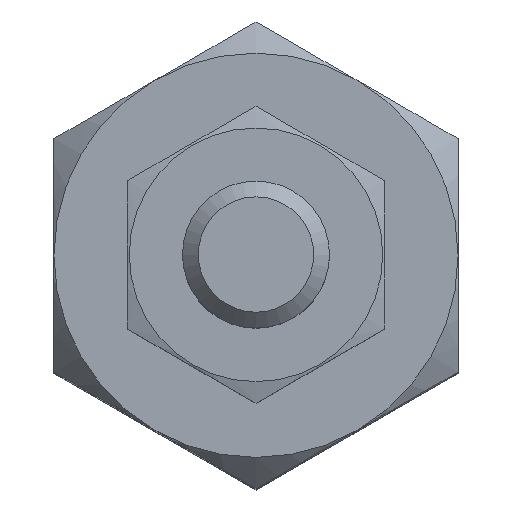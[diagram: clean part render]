
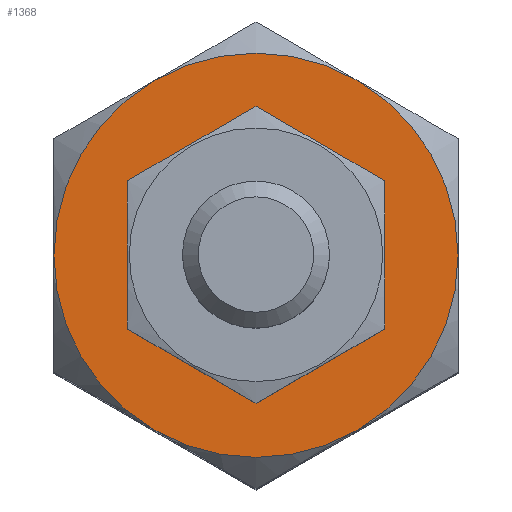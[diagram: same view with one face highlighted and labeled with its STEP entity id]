
A CAD part, top view. The second image highlights one B-rep face of the part: STEP entity #1368.
In plain terms, the highlighted planar face has unit normal (0, 0, 1).
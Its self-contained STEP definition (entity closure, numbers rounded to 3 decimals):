
#151=PLANE('',#1553);
#200=CIRCLE('',#1544,5.5);
#201=CIRCLE('',#1546,5.5);
#202=CIRCLE('',#1548,5.5);
#203=CIRCLE('',#1550,5.5);
#204=CIRCLE('',#1552,5.5);
#205=CIRCLE('',#1554,3.);
#206=CIRCLE('',#1555,5.5);
#299=ORIENTED_EDGE('',*,*,#667,.T.);
#300=ORIENTED_EDGE('',*,*,#660,.F.);
#301=ORIENTED_EDGE('',*,*,#656,.F.);
#302=ORIENTED_EDGE('',*,*,#654,.F.);
#303=ORIENTED_EDGE('',*,*,#668,.F.);
#304=ORIENTED_EDGE('',*,*,#665,.F.);
#305=ORIENTED_EDGE('',*,*,#662,.F.);
#654=EDGE_CURVE('',#834,#833,#200,.T.);
#656=EDGE_CURVE('',#833,#836,#201,.T.);
#660=EDGE_CURVE('',#836,#838,#202,.T.);
#662=EDGE_CURVE('',#838,#840,#203,.T.);
#665=EDGE_CURVE('',#840,#842,#204,.T.);
#667=EDGE_CURVE('',#843,#843,#205,.T.);
#668=EDGE_CURVE('',#842,#834,#206,.T.);
#833=VERTEX_POINT('',#2196);
#834=VERTEX_POINT('',#2201);
#836=VERTEX_POINT('',#2210);
#838=VERTEX_POINT('',#2223);
#840=VERTEX_POINT('',#2236);
#842=VERTEX_POINT('',#2248);
#843=VERTEX_POINT('',#2256);
#1029=EDGE_LOOP('',(#299));
#1030=EDGE_LOOP('',(#300,#301,#302,#303,#304,#305));
#1177=FACE_BOUND('',#1029,.T.);
#1178=FACE_BOUND('',#1030,.T.);
#1368=ADVANCED_FACE('',(#1177,#1178),#151,.T.);
#1544=AXIS2_PLACEMENT_3D('',#2202,#1742,#1743);
#1546=AXIS2_PLACEMENT_3D('',#2209,#1746,#1747);
#1548=AXIS2_PLACEMENT_3D('',#2228,#1750,#1751);
#1550=AXIS2_PLACEMENT_3D('',#2235,#1754,#1755);
#1552=AXIS2_PLACEMENT_3D('',#2247,#1758,#1759);
#1553=AXIS2_PLACEMENT_3D('',#2254,#1760,#1761);
#1554=AXIS2_PLACEMENT_3D('',#2255,#1762,#1763);
#1555=AXIS2_PLACEMENT_3D('',#2257,#1764,#1765);
#1742=DIRECTION('',(0.,0.,-1.));
#1743=DIRECTION('',(-1.,0.,0.));
#1746=DIRECTION('',(0.,0.,-1.));
#1747=DIRECTION('',(-1.,0.,0.));
#1750=DIRECTION('',(0.,0.,-1.));
#1751=DIRECTION('',(-1.,0.,0.));
#1754=DIRECTION('',(0.,0.,-1.));
#1755=DIRECTION('',(-1.,0.,0.));
#1758=DIRECTION('',(0.,0.,-1.));
#1759=DIRECTION('',(-1.,0.,0.));
#1760=DIRECTION('',(0.,0.,1.));
#1761=DIRECTION('',(1.,0.,0.));
#1762=DIRECTION('',(0.,0.,-1.));
#1763=DIRECTION('',(-1.,0.,0.));
#1764=DIRECTION('',(0.,0.,-1.));
#1765=DIRECTION('',(-1.,0.,0.));
#2196=CARTESIAN_POINT('',(-5.5,0.,0.));
#2201=CARTESIAN_POINT('',(-2.75,-4.763,0.));
#2202=CARTESIAN_POINT('',(0.,0.,0.));
#2209=CARTESIAN_POINT('',(0.,0.,0.));
#2210=CARTESIAN_POINT('',(-2.75,4.763,0.));
#2223=CARTESIAN_POINT('',(2.75,4.763,0.));
#2228=CARTESIAN_POINT('',(0.,0.,0.));
#2235=CARTESIAN_POINT('',(0.,0.,0.));
#2236=CARTESIAN_POINT('',(5.5,0.,0.));
#2247=CARTESIAN_POINT('',(0.,0.,0.));
#2248=CARTESIAN_POINT('',(2.75,-4.763,0.));
#2254=CARTESIAN_POINT('',(0.,5.5,0.));
#2255=CARTESIAN_POINT('',(0.,0.,0.));
#2256=CARTESIAN_POINT('',(-3.,0.,0.));
#2257=CARTESIAN_POINT('',(0.,0.,0.));
